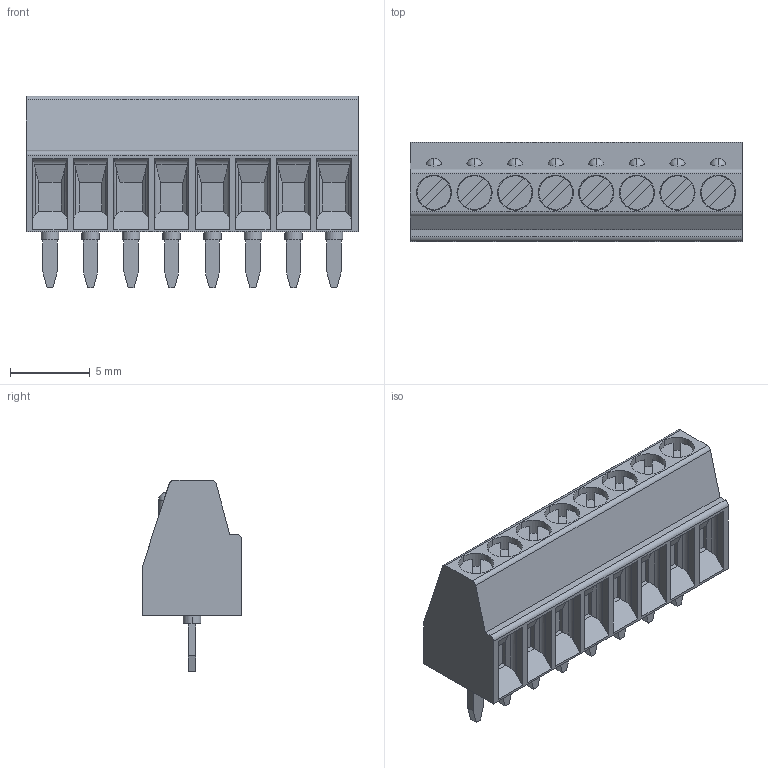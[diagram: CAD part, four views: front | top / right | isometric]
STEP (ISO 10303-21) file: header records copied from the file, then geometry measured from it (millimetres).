
FILE_DESCRIPTION(('FreeCAD Model'),'2;1');
FILE_NAME('TerminalBlock_Phoenix_MPT-0,5-8-2.54_1x08_P2.54mm_Horizontal.step','2018-10-27T19:41:34',('kicad StepUp'),( 'ksu MCAD'),'Open CASCADE STEP processor 7.3','FreeCAD','Unknown');
FILE_SCHEMA(('AUTOMOTIVE_DESIGN { 1 0 10303 214 1 1 1 1 }'));
Length unit declared in the file: millimetre
Products named in the file (1): TerminalBlock_Phoenix_MPT-0,5-8-2.54_1x08_P2.54mm_Horizontal
Bounding box: 20.78 x 6.2 x 12 mm (x, y, z)
Volume: 832.6 mm3; surface area: 992 mm2
Topology: 1 solids, 1 shells, 352 faces, 878 edges, 564 vertices
Faces by surface type: plane 234, cylinder 102, sphere 16
Entity records: 12902 total; most frequent: CARTESIAN_POINT 1875, DIRECTION 1820, ORIENTED_EDGE 1724, EDGE_CURVE 862, AXIS2_PLACEMENT_3D 621, LINE 578, VECTOR 578, VERTEX_POINT 564
